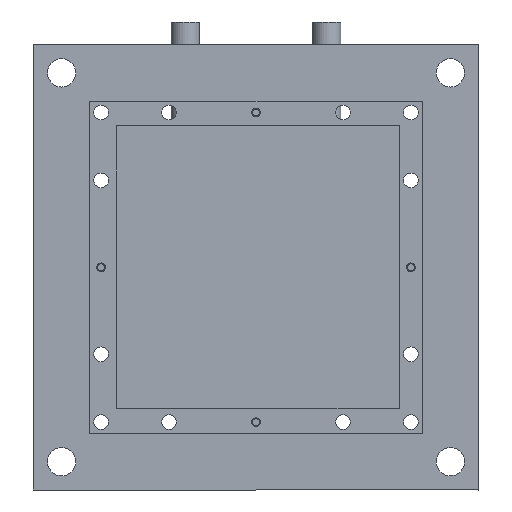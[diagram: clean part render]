
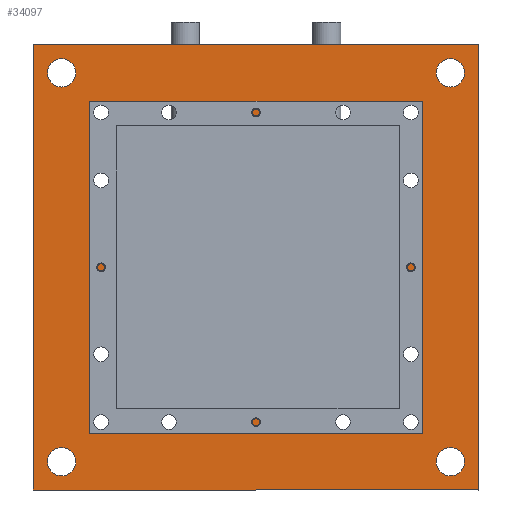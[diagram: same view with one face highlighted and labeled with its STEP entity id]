
A CAD part, front view. The second image highlights one B-rep face of the part: STEP entity #34097.
In plain terms, the highlighted face is planar.
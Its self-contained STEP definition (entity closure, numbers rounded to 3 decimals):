
#1313=LINE('',#47967,#5341);
#1317=LINE('',#47975,#5345);
#1320=LINE('',#47981,#5348);
#1323=LINE('',#47986,#5351);
#1325=LINE('',#47991,#5353);
#1329=LINE('',#47999,#5357);
#1332=LINE('',#48005,#5360);
#1335=LINE('',#48010,#5363);
#5341=VECTOR('',#38746,0.827);
#5345=VECTOR('',#38752,0.394);
#5348=VECTOR('',#38757,0.827);
#5351=VECTOR('',#38762,0.394);
#5353=VECTOR('',#38766,7.875);
#5357=VECTOR('',#38772,7.875);
#5360=VECTOR('',#38777,7.875);
#5363=VECTOR('',#38782,7.875);
#9378=PLANE('',#36168);
#11054=FACE_BOUND('',#13649,.T.);
#11055=FACE_BOUND('',#13650,.T.);
#11056=FACE_BOUND('',#13651,.T.);
#11057=FACE_BOUND('',#13652,.T.);
#11058=FACE_BOUND('',#13653,.T.);
#11059=FACE_BOUND('',#13654,.T.);
#11060=FACE_BOUND('',#13655,.T.);
#11061=FACE_BOUND('',#13656,.T.);
#11062=FACE_BOUND('',#13657,.T.);
#11063=FACE_BOUND('',#13658,.T.);
#11064=FACE_BOUND('',#13659,.T.);
#11065=FACE_BOUND('',#13660,.T.);
#11066=FACE_BOUND('',#13661,.T.);
#11067=FACE_BOUND('',#13662,.T.);
#11068=FACE_BOUND('',#13663,.T.);
#11069=FACE_BOUND('',#13664,.T.);
#11070=FACE_BOUND('',#13665,.T.);
#11071=FACE_BOUND('',#13666,.T.);
#11613=FACE_OUTER_BOUND('',#13648,.T.);
#13648=EDGE_LOOP('',(#24516,#24517,#24518,#24519));
#13649=EDGE_LOOP('',(#24520));
#13650=EDGE_LOOP('',(#24521,#24522,#24523,#24524));
#13651=EDGE_LOOP('',(#24525));
#13652=EDGE_LOOP('',(#24526));
#13653=EDGE_LOOP('',(#24527));
#13654=EDGE_LOOP('',(#24528));
#13655=EDGE_LOOP('',(#24529));
#13656=EDGE_LOOP('',(#24530));
#13657=EDGE_LOOP('',(#24531));
#13658=EDGE_LOOP('',(#24532));
#13659=EDGE_LOOP('',(#24533));
#13660=EDGE_LOOP('',(#24534));
#13661=EDGE_LOOP('',(#24535));
#13662=EDGE_LOOP('',(#24536));
#13663=EDGE_LOOP('',(#24537));
#13664=EDGE_LOOP('',(#24538));
#13665=EDGE_LOOP('',(#24539));
#13666=EDGE_LOOP('',(#24540));
#16204=CIRCLE('',#36142,0.125);
#16221=CIRCLE('',#36169,0.13);
#16222=CIRCLE('',#36170,0.13);
#16223=CIRCLE('',#36171,0.13);
#16224=CIRCLE('',#36172,0.25);
#16225=CIRCLE('',#36173,0.13);
#16226=CIRCLE('',#36174,0.13);
#16227=CIRCLE('',#36175,0.13);
#16228=CIRCLE('',#36176,0.25);
#16229=CIRCLE('',#36177,0.25);
#16230=CIRCLE('',#36178,0.13);
#16231=CIRCLE('',#36179,0.13);
#16232=CIRCLE('',#36180,0.13);
#16233=CIRCLE('',#36181,0.25);
#16234=CIRCLE('',#36182,0.13);
#16235=CIRCLE('',#36183,0.13);
#16236=CIRCLE('',#36184,0.13);
#16720=VERTEX_POINT('',#47962);
#16721=VERTEX_POINT('',#47965);
#16722=VERTEX_POINT('',#47966);
#16725=VERTEX_POINT('',#47974);
#16727=VERTEX_POINT('',#47980);
#16729=VERTEX_POINT('',#47989);
#16730=VERTEX_POINT('',#47990);
#16733=VERTEX_POINT('',#47998);
#16735=VERTEX_POINT('',#48004);
#16753=VERTEX_POINT('',#48046);
#16754=VERTEX_POINT('',#48048);
#16755=VERTEX_POINT('',#48050);
#16756=VERTEX_POINT('',#48052);
#16757=VERTEX_POINT('',#48054);
#16758=VERTEX_POINT('',#48056);
#16759=VERTEX_POINT('',#48058);
#16760=VERTEX_POINT('',#48060);
#16761=VERTEX_POINT('',#48062);
#16762=VERTEX_POINT('',#48064);
#16763=VERTEX_POINT('',#48066);
#16764=VERTEX_POINT('',#48068);
#16765=VERTEX_POINT('',#48070);
#16766=VERTEX_POINT('',#48072);
#16767=VERTEX_POINT('',#48074);
#16768=VERTEX_POINT('',#48076);
#19768=EDGE_CURVE('',#16720,#16720,#16204,.T.);
#19769=EDGE_CURVE('',#16721,#16722,#1313,.T.);
#19773=EDGE_CURVE('',#16722,#16725,#1317,.T.);
#19776=EDGE_CURVE('',#16725,#16727,#1320,.T.);
#19779=EDGE_CURVE('',#16727,#16721,#1323,.T.);
#19781=EDGE_CURVE('',#16729,#16730,#1325,.T.);
#19785=EDGE_CURVE('',#16730,#16733,#1329,.T.);
#19788=EDGE_CURVE('',#16733,#16735,#1332,.T.);
#19791=EDGE_CURVE('',#16735,#16729,#1335,.T.);
#19809=EDGE_CURVE('',#16753,#16753,#16221,.T.);
#19810=EDGE_CURVE('',#16754,#16754,#16222,.T.);
#19811=EDGE_CURVE('',#16755,#16755,#16223,.T.);
#19812=EDGE_CURVE('',#16756,#16756,#16224,.T.);
#19813=EDGE_CURVE('',#16757,#16757,#16225,.T.);
#19814=EDGE_CURVE('',#16758,#16758,#16226,.T.);
#19815=EDGE_CURVE('',#16759,#16759,#16227,.T.);
#19816=EDGE_CURVE('',#16760,#16760,#16228,.T.);
#19817=EDGE_CURVE('',#16761,#16761,#16229,.T.);
#19818=EDGE_CURVE('',#16762,#16762,#16230,.T.);
#19819=EDGE_CURVE('',#16763,#16763,#16231,.T.);
#19820=EDGE_CURVE('',#16764,#16764,#16232,.T.);
#19821=EDGE_CURVE('',#16765,#16765,#16233,.T.);
#19822=EDGE_CURVE('',#16766,#16766,#16234,.T.);
#19823=EDGE_CURVE('',#16767,#16767,#16235,.T.);
#19824=EDGE_CURVE('',#16768,#16768,#16236,.T.);
#24516=ORIENTED_EDGE('',*,*,#19781,.F.);
#24517=ORIENTED_EDGE('',*,*,#19791,.F.);
#24518=ORIENTED_EDGE('',*,*,#19788,.F.);
#24519=ORIENTED_EDGE('',*,*,#19785,.F.);
#24520=ORIENTED_EDGE('',*,*,#19768,.T.);
#24521=ORIENTED_EDGE('',*,*,#19776,.T.);
#24522=ORIENTED_EDGE('',*,*,#19779,.T.);
#24523=ORIENTED_EDGE('',*,*,#19769,.T.);
#24524=ORIENTED_EDGE('',*,*,#19773,.T.);
#24525=ORIENTED_EDGE('',*,*,#19809,.F.);
#24526=ORIENTED_EDGE('',*,*,#19810,.F.);
#24527=ORIENTED_EDGE('',*,*,#19811,.F.);
#24528=ORIENTED_EDGE('',*,*,#19812,.F.);
#24529=ORIENTED_EDGE('',*,*,#19813,.F.);
#24530=ORIENTED_EDGE('',*,*,#19814,.F.);
#24531=ORIENTED_EDGE('',*,*,#19815,.F.);
#24532=ORIENTED_EDGE('',*,*,#19816,.F.);
#24533=ORIENTED_EDGE('',*,*,#19817,.F.);
#24534=ORIENTED_EDGE('',*,*,#19818,.F.);
#24535=ORIENTED_EDGE('',*,*,#19819,.F.);
#24536=ORIENTED_EDGE('',*,*,#19820,.F.);
#24537=ORIENTED_EDGE('',*,*,#19821,.F.);
#24538=ORIENTED_EDGE('',*,*,#19822,.F.);
#24539=ORIENTED_EDGE('',*,*,#19823,.F.);
#24540=ORIENTED_EDGE('',*,*,#19824,.F.);
#34097=ADVANCED_FACE('',(#11613,#11054,#11055,#11056,#11057,#11058,#11059,
#11060,#11061,#11062,#11063,#11064,#11065,#11066,#11067,#11068,#11069,#11070,
#11071),#9378,.F.);
#36142=AXIS2_PLACEMENT_3D('',#47963,#38742,#38743);
#36168=AXIS2_PLACEMENT_3D('',#48045,#38818,#38819);
#36169=AXIS2_PLACEMENT_3D('',#48047,#38820,#38821);
#36170=AXIS2_PLACEMENT_3D('',#48049,#38822,#38823);
#36171=AXIS2_PLACEMENT_3D('',#48051,#38824,#38825);
#36172=AXIS2_PLACEMENT_3D('',#48053,#38826,#38827);
#36173=AXIS2_PLACEMENT_3D('',#48055,#38828,#38829);
#36174=AXIS2_PLACEMENT_3D('',#48057,#38830,#38831);
#36175=AXIS2_PLACEMENT_3D('',#48059,#38832,#38833);
#36176=AXIS2_PLACEMENT_3D('',#48061,#38834,#38835);
#36177=AXIS2_PLACEMENT_3D('',#48063,#38836,#38837);
#36178=AXIS2_PLACEMENT_3D('',#48065,#38838,#38839);
#36179=AXIS2_PLACEMENT_3D('',#48067,#38840,#38841);
#36180=AXIS2_PLACEMENT_3D('',#48069,#38842,#38843);
#36181=AXIS2_PLACEMENT_3D('',#48071,#38844,#38845);
#36182=AXIS2_PLACEMENT_3D('',#48073,#38846,#38847);
#36183=AXIS2_PLACEMENT_3D('',#48075,#38848,#38849);
#36184=AXIS2_PLACEMENT_3D('',#48077,#38850,#38851);
#38742=DIRECTION('center_axis',(0.,0.,1.));
#38743=DIRECTION('ref_axis',(1.,0.,0.));
#38746=DIRECTION('',(0.,-1.,0.));
#38752=DIRECTION('',(1.,0.,0.));
#38757=DIRECTION('',(0.,1.,0.));
#38762=DIRECTION('',(-1.,0.,0.));
#38766=DIRECTION('',(0.,-1.,0.));
#38772=DIRECTION('',(1.,0.,0.));
#38777=DIRECTION('',(0.,1.,0.));
#38782=DIRECTION('',(-1.,0.,0.));
#38818=DIRECTION('center_axis',(0.,0.,1.));
#38819=DIRECTION('ref_axis',(1.,0.,0.));
#38820=DIRECTION('center_axis',(0.,0.,-1.));
#38821=DIRECTION('ref_axis',(1.,0.,0.));
#38822=DIRECTION('center_axis',(0.,0.,-1.));
#38823=DIRECTION('ref_axis',(1.,0.,0.));
#38824=DIRECTION('center_axis',(0.,0.,-1.));
#38825=DIRECTION('ref_axis',(1.,0.,0.));
#38826=DIRECTION('center_axis',(0.,0.,-1.));
#38827=DIRECTION('ref_axis',(1.,0.,0.));
#38828=DIRECTION('center_axis',(0.,0.,-1.));
#38829=DIRECTION('ref_axis',(1.,0.,0.));
#38830=DIRECTION('center_axis',(0.,0.,-1.));
#38831=DIRECTION('ref_axis',(1.,0.,0.));
#38832=DIRECTION('center_axis',(0.,0.,-1.));
#38833=DIRECTION('ref_axis',(1.,0.,0.));
#38834=DIRECTION('center_axis',(0.,0.,-1.));
#38835=DIRECTION('ref_axis',(1.,0.,0.));
#38836=DIRECTION('center_axis',(0.,0.,-1.));
#38837=DIRECTION('ref_axis',(1.,0.,0.));
#38838=DIRECTION('center_axis',(0.,0.,-1.));
#38839=DIRECTION('ref_axis',(1.,0.,0.));
#38840=DIRECTION('center_axis',(0.,0.,-1.));
#38841=DIRECTION('ref_axis',(1.,0.,0.));
#38842=DIRECTION('center_axis',(0.,0.,-1.));
#38843=DIRECTION('ref_axis',(1.,0.,0.));
#38844=DIRECTION('center_axis',(0.,0.,-1.));
#38845=DIRECTION('ref_axis',(1.,0.,0.));
#38846=DIRECTION('center_axis',(0.,0.,-1.));
#38847=DIRECTION('ref_axis',(1.,0.,0.));
#38848=DIRECTION('center_axis',(0.,0.,-1.));
#38849=DIRECTION('ref_axis',(1.,0.,0.));
#38850=DIRECTION('center_axis',(0.,0.,-1.));
#38851=DIRECTION('ref_axis',(1.,0.,0.));
#47962=CARTESIAN_POINT('',(0.963,1.338,0.));
#47963=CARTESIAN_POINT('Origin',(1.088,1.338,0.));
#47965=CARTESIAN_POINT('',(1.023,-0.423,0.));
#47966=CARTESIAN_POINT('',(1.023,-1.25,0.));
#47967=CARTESIAN_POINT('',(1.023,-0.625,0.));
#47974=CARTESIAN_POINT('',(1.417,-1.25,0.));
#47975=CARTESIAN_POINT('',(0.708,-1.25,0.));
#47980=CARTESIAN_POINT('',(1.417,-0.423,0.));
#47981=CARTESIAN_POINT('',(1.417,-0.211,0.));
#47986=CARTESIAN_POINT('',(0.511,-0.422,0.));
#47989=CARTESIAN_POINT('',(-3.938,3.938,0.));
#47990=CARTESIAN_POINT('',(-3.938,-3.938,0.));
#47991=CARTESIAN_POINT('',(-3.938,3.938,0.));
#47998=CARTESIAN_POINT('',(3.938,-3.938,0.));
#47999=CARTESIAN_POINT('',(-3.938,-3.938,0.));
#48004=CARTESIAN_POINT('',(3.938,3.938,0.));
#48005=CARTESIAN_POINT('',(3.938,-3.938,0.));
#48010=CARTESIAN_POINT('',(3.938,3.938,0.));
#48045=CARTESIAN_POINT('Origin',(0.,0.,0.));
#48046=CARTESIAN_POINT('',(1.668,2.737,0.));
#48047=CARTESIAN_POINT('Origin',(1.538,2.737,0.));
#48048=CARTESIAN_POINT('',(2.868,1.537,0.));
#48049=CARTESIAN_POINT('Origin',(2.738,1.537,0.));
#48050=CARTESIAN_POINT('',(2.868,2.737,0.));
#48051=CARTESIAN_POINT('Origin',(2.738,2.737,0.));
#48052=CARTESIAN_POINT('',(3.688,3.437,0.));
#48053=CARTESIAN_POINT('Origin',(3.438,3.437,0.));
#48054=CARTESIAN_POINT('',(1.667,-2.738,0.));
#48055=CARTESIAN_POINT('Origin',(1.537,-2.738,0.));
#48056=CARTESIAN_POINT('',(2.867,-2.738,0.));
#48057=CARTESIAN_POINT('Origin',(2.737,-2.738,0.));
#48058=CARTESIAN_POINT('',(2.868,-1.538,0.));
#48059=CARTESIAN_POINT('Origin',(2.738,-1.538,0.));
#48060=CARTESIAN_POINT('',(3.687,-3.438,0.));
#48061=CARTESIAN_POINT('Origin',(3.437,-3.438,0.));
#48062=CARTESIAN_POINT('',(-3.188,-3.437,0.));
#48063=CARTESIAN_POINT('Origin',(-3.438,-3.437,0.));
#48064=CARTESIAN_POINT('',(-2.608,-2.738,0.));
#48065=CARTESIAN_POINT('Origin',(-2.738,-2.738,0.));
#48066=CARTESIAN_POINT('',(-2.608,-1.538,0.));
#48067=CARTESIAN_POINT('Origin',(-2.738,-1.538,0.));
#48068=CARTESIAN_POINT('',(-1.408,-2.738,0.));
#48069=CARTESIAN_POINT('Origin',(-1.538,-2.738,0.));
#48070=CARTESIAN_POINT('',(-3.188,3.438,0.));
#48071=CARTESIAN_POINT('Origin',(-3.438,3.438,0.));
#48072=CARTESIAN_POINT('',(-2.608,1.538,0.));
#48073=CARTESIAN_POINT('Origin',(-2.738,1.538,0.));
#48074=CARTESIAN_POINT('',(-2.608,2.738,0.));
#48075=CARTESIAN_POINT('Origin',(-2.738,2.738,0.));
#48076=CARTESIAN_POINT('',(-1.408,2.738,0.));
#48077=CARTESIAN_POINT('Origin',(-1.538,2.738,0.));
